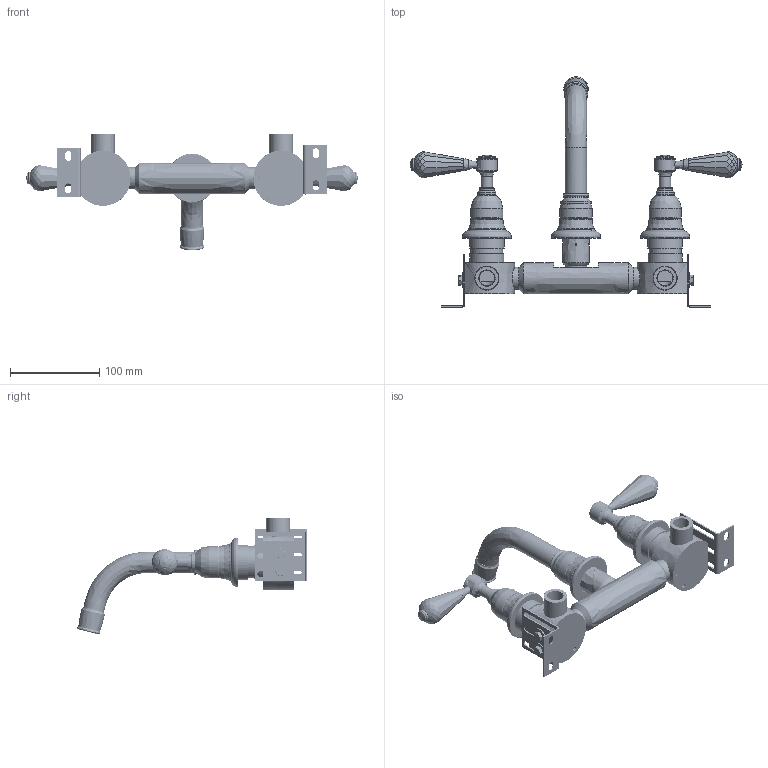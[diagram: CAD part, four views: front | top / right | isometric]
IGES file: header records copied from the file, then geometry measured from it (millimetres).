
Global section: file name: V2KA17-SB SC; native system: Autodesk Inventor 2018; preprocessor: unknown; author: adaniels; date: 20180122.101931; units: millimetre
Bounding box: 372.64 x 258.57 x 130.91 mm (x, y, z)
Volume: 616743.4 mm3; surface area: 284919.1 mm2
Topology: 80 solids, 81 shells, 5705 faces, 15984 edges, 10444 vertices
Faces by surface type: bspline 5705
